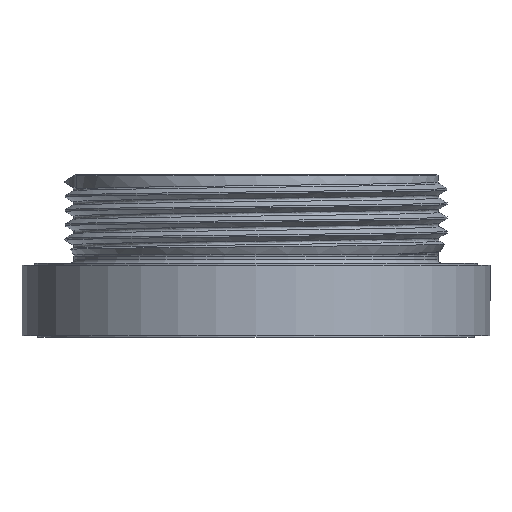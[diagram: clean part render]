
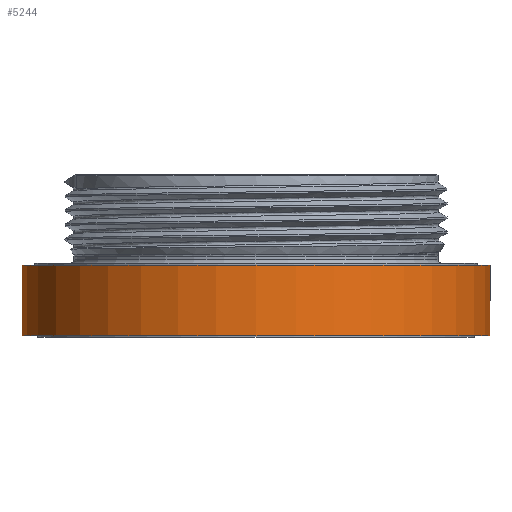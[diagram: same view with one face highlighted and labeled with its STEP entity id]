
A CAD part, left-side view. The second image highlights one B-rep face of the part: STEP entity #5244.
In plain terms, the highlighted cylindrical face has radius 24.5 mm (diameter 49 mm), a partial arc.
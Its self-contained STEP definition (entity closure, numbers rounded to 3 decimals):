
#72=LINE('',#9430,#150);
#75=LINE('',#9476,#153);
#150=VECTOR('',#6591,1000.);
#153=VECTOR('',#6606,1000.);
#530=CYLINDRICAL_SURFACE('',#5701,24.5);
#1349=ORIENTED_EDGE('',*,*,#2007,.F.);
#1350=ORIENTED_EDGE('',*,*,#1982,.F.);
#1351=ORIENTED_EDGE('',*,*,#2008,.T.);
#1352=ORIENTED_EDGE('',*,*,#1993,.T.);
#1982=EDGE_CURVE('',#2395,#2396,#72,.T.);
#1993=EDGE_CURVE('',#2407,#2406,#75,.T.);
#2007=EDGE_CURVE('',#2396,#2406,#2704,.T.);
#2008=EDGE_CURVE('',#2395,#2407,#2705,.T.);
#2395=VERTEX_POINT('',#9429);
#2396=VERTEX_POINT('',#9431);
#2406=VERTEX_POINT('',#9475);
#2407=VERTEX_POINT('',#9477);
#2704=CIRCLE('',#5702,24.5);
#2705=CIRCLE('',#5703,24.5);
#2980=EDGE_LOOP('',(#1349,#1350,#1351,#1352));
#3325=FACE_BOUND('',#2980,.T.);
#5244=ADVANCED_FACE('',(#3325),#530,.T.);
#5701=AXIS2_PLACEMENT_3D('',#9510,#6630,#6631);
#5702=AXIS2_PLACEMENT_3D('',#9511,#6632,#6633);
#5703=AXIS2_PLACEMENT_3D('',#9512,#6634,#6635);
#6591=DIRECTION('',(0.,0.,1.));
#6606=DIRECTION('',(0.,0.,1.));
#6630=DIRECTION('',(0.,0.,1.));
#6631=DIRECTION('',(0.,1.,0.));
#6632=DIRECTION('',(0.,0.,1.));
#6633=DIRECTION('',(1.,0.,0.));
#6634=DIRECTION('',(0.,0.,1.));
#6635=DIRECTION('',(1.,0.,0.));
#9429=CARTESIAN_POINT('',(22.431,9.854,0.035));
#9430=CARTESIAN_POINT('',(22.431,9.854,0.035));
#9431=CARTESIAN_POINT('',(22.431,9.854,7.415));
#9475=CARTESIAN_POINT('',(22.431,-9.854,7.415));
#9476=CARTESIAN_POINT('',(22.431,-9.854,0.035));
#9477=CARTESIAN_POINT('',(22.431,-9.854,0.035));
#9510=CARTESIAN_POINT('',(0.,0.,0.035));
#9511=CARTESIAN_POINT('',(0.,0.,7.415));
#9512=CARTESIAN_POINT('',(0.,0.,0.035));
